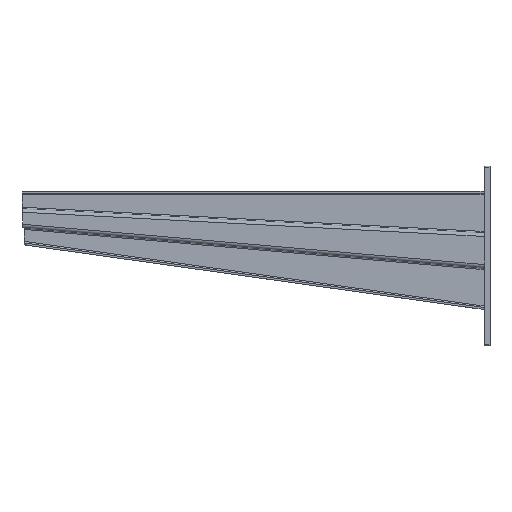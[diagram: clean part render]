
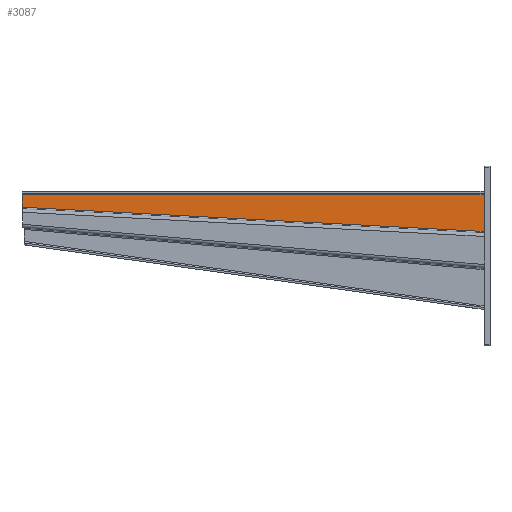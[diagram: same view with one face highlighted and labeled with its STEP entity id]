
A CAD part, top view. The second image highlights one B-rep face of the part: STEP entity #3087.
In plain terms, the highlighted planar face has unit normal (0, 0, 1).
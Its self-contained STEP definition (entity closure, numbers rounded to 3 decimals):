
#327 = CARTESIAN_POINT ( 'NONE',  ( -937., 2.857, -18.5 ) ) ;
#335 = DIRECTION ( 'NONE',  ( 0., -1., 0. ) ) ;
#426 = VECTOR ( 'NONE', #996, 1000. ) ;
#429 = LINE ( 'NONE', #995, #426 ) ;
#430 = VECTOR ( 'NONE', #988, 1000. ) ;
#434 = LINE ( 'NONE', #990, #430 ) ;
#514 = VECTOR ( 'NONE', #4433, 1000. ) ;
#519 = LINE ( 'NONE', #4428, #514 ) ;
#718 = EDGE_LOOP ( 'NONE', ( #3415, #3414, #3413, #3421 ) ) ;
#744 = VERTEX_POINT ( 'NONE', #1043 ) ;
#773 = VERTEX_POINT ( 'NONE', #1031 ) ;
#774 = VERTEX_POINT ( 'NONE', #1032 ) ;
#777 = VERTEX_POINT ( 'NONE', #1035 ) ;
#988 = DIRECTION ( 'NONE',  ( -1., 0., 0. ) ) ;
#990 = CARTESIAN_POINT ( 'NONE',  ( -937., -37., -18.5 ) ) ;
#995 = CARTESIAN_POINT ( 'NONE',  ( -12., 2.857, -18.5 ) ) ;
#996 = DIRECTION ( 'NONE',  ( 0., 1., 0. ) ) ;
#1031 = CARTESIAN_POINT ( 'NONE',  ( -937., -62.35, -18.5 ) ) ;
#1032 = CARTESIAN_POINT ( 'NONE',  ( -937., -37., -18.5 ) ) ;
#1035 = CARTESIAN_POINT ( 'NONE',  ( -12., -37., -18.5 ) ) ;
#1043 = CARTESIAN_POINT ( 'NONE',  ( -12., -110.827, -18.5 ) ) ;
#1105 = CARTESIAN_POINT ( 'NONE',  ( -937., 2.857, -18.5 ) ) ;
#1116 = PLANE ( 'NONE',  #3305 ) ;
#1118 = DIRECTION ( 'NONE',  ( 0., 0., -1. ) ) ;
#1119 = DIRECTION ( 'NONE',  ( 0., 1., 0. ) ) ;
#2135 = EDGE_CURVE ( 'NONE', #744, #773, #519, .T. ) ;
#2186 = EDGE_CURVE ( 'NONE', #777, #774, #434, .T. ) ;
#2188 = EDGE_CURVE ( 'NONE', #744, #777, #429, .T. ) ;
#2217 = EDGE_CURVE ( 'NONE', #774, #773, #4223, .T. ) ;
#3087 = ADVANCED_FACE ( 'NONE', ( #3923 ), #1116, .F. ) ;
#3305 = AXIS2_PLACEMENT_3D ( 'NONE', #1105, #1118, #1119 ) ;
#3413 = ORIENTED_EDGE ( 'NONE', *, *, #2186, .T. ) ;
#3414 = ORIENTED_EDGE ( 'NONE', *, *, #2188, .T. ) ;
#3415 = ORIENTED_EDGE ( 'NONE', *, *, #2135, .F. ) ;
#3421 = ORIENTED_EDGE ( 'NONE', *, *, #2217, .T. ) ;
#3923 = FACE_OUTER_BOUND ( 'NONE', #718, .T. ) ;
#4217 = VECTOR ( 'NONE', #335, 1000. ) ;
#4223 = LINE ( 'NONE', #327, #4217 ) ;
#4428 = CARTESIAN_POINT ( 'NONE',  ( -940.408, -62.171, -18.5 ) ) ;
#4433 = DIRECTION ( 'NONE',  ( -0.999, 0.052, 0. ) ) ;
